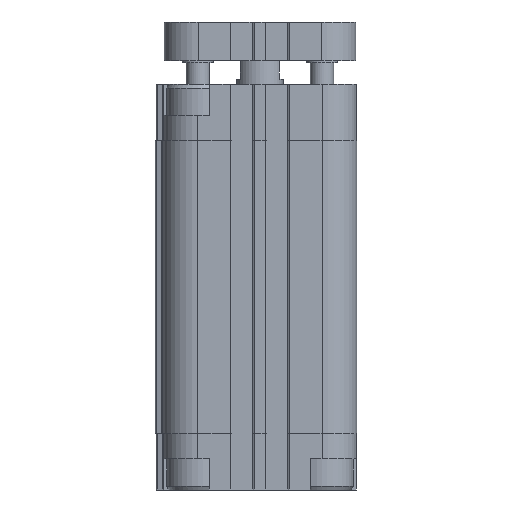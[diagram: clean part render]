
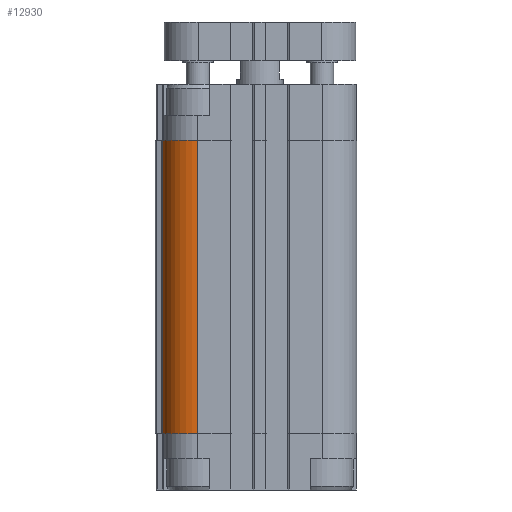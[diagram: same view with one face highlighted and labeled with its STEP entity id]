
A CAD part, left-side view. The second image highlights one B-rep face of the part: STEP entity #12930.
In plain terms, the highlighted cylindrical face has radius 9 mm (diameter 18 mm), a partial arc.
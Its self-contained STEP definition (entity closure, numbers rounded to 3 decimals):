
#528=LINE('',#20628,#1708);
#529=LINE('',#20630,#1709);
#1708=VECTOR('',#16192,1000.);
#1709=VECTOR('',#16195,1000.);
#2901=CYLINDRICAL_SURFACE('',#13943,9.);
#4501=ORIENTED_EDGE('',*,*,#7880,.F.);
#4502=ORIENTED_EDGE('',*,*,#7924,.F.);
#4503=ORIENTED_EDGE('',*,*,#7407,.T.);
#4504=ORIENTED_EDGE('',*,*,#7925,.T.);
#7407=EDGE_CURVE('',#9311,#9310,#10401,.T.);
#7880=EDGE_CURVE('',#9641,#9642,#10527,.T.);
#7924=EDGE_CURVE('',#9311,#9641,#528,.T.);
#7925=EDGE_CURVE('',#9310,#9642,#529,.T.);
#9310=VERTEX_POINT('',#19601);
#9311=VERTEX_POINT('',#19603);
#9641=VERTEX_POINT('',#20540);
#9642=VERTEX_POINT('',#20542);
#10401=CIRCLE('',#13630,9.);
#10527=CIRCLE('',#13891,9.);
#11092=EDGE_LOOP('',(#4501,#4502,#4503,#4504));
#11994=FACE_BOUND('',#11092,.T.);
#12930=ADVANCED_FACE('',(#11994),#2901,.T.);
#13630=AXIS2_PLACEMENT_3D('',#19602,#15200,#15201);
#13891=AXIS2_PLACEMENT_3D('',#20541,#16069,#16070);
#13943=AXIS2_PLACEMENT_3D('',#20629,#16193,#16194);
#15200=DIRECTION('',(0.,0.,1.));
#15201=DIRECTION('',(1.,0.,0.));
#16069=DIRECTION('',(0.,0.,1.));
#16070=DIRECTION('',(1.,0.,0.));
#16192=DIRECTION('',(0.,0.,1.));
#16193=DIRECTION('',(0.,0.,1.));
#16194=DIRECTION('',(1.,0.,0.));
#16195=DIRECTION('',(0.,0.,1.));
#19601=CARTESIAN_POINT('',(25.,-16.,-90.));
#19602=CARTESIAN_POINT('',(16.,-16.,-90.));
#19603=CARTESIAN_POINT('',(16.,-25.,-90.));
#20540=CARTESIAN_POINT('',(16.,-25.,-14.5));
#20541=CARTESIAN_POINT('',(16.,-16.,-14.5));
#20542=CARTESIAN_POINT('',(25.,-16.,-14.5));
#20628=CARTESIAN_POINT('',(16.,-25.,-90.));
#20629=CARTESIAN_POINT('',(16.,-16.,-90.));
#20630=CARTESIAN_POINT('',(25.,-16.,-90.));
